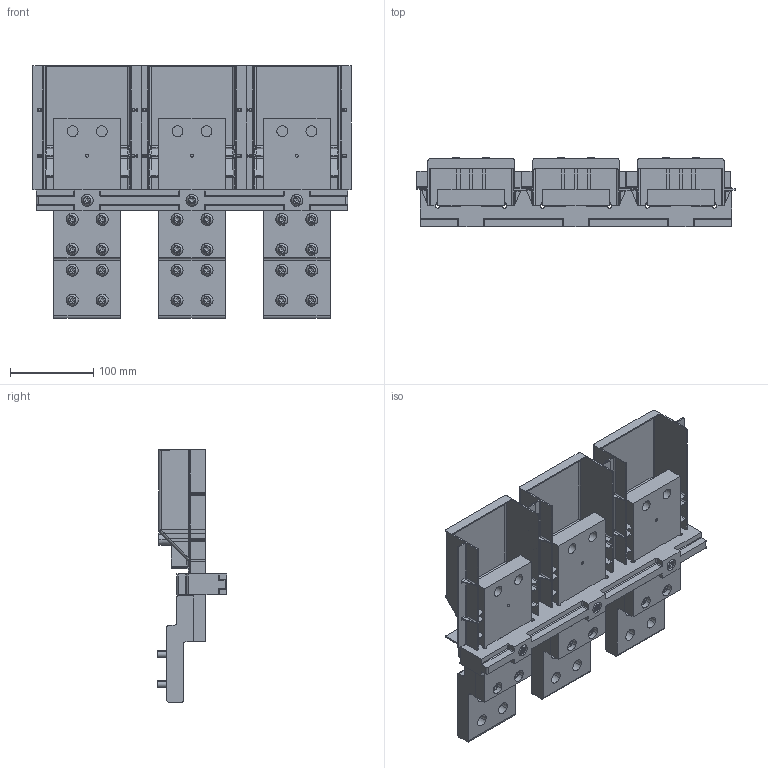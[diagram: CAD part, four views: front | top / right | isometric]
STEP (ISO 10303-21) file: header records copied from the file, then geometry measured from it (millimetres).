
FILE_DESCRIPTION(('CATIA V5 STEP'),'2;1');
FILE_NAME('1SDH001252R0320_1PA_001_02_E4.2_III_F_TERMINALS_F_UPPER.stp','2014-10-29T14:37:12+00:00',('none'),('none'),'CATIA Version 5 Release 20 SP 6 (IN-10)','CATIA V5 STEP AP214','none');
FILE_SCHEMA(('AUTOMOTIVE_DESIGN { 1 0 10303 214 1 1 1 1 }'));
Products named in the file (1): 1SDH001252R0320_1PA_001_02_E4.2_III_F_TERMINALS_F_UPPER
Bounding box: 383 x 83.43 x 304 mm (x, y, z)
Volume: 1942338.6 mm3; surface area: 619765.9 mm2
Topology: 67 solids, 67 shells, 2183 faces, 5621 edges, 3473 vertices
Faces by surface type: plane 991, cylinder 904, sphere 210, cone 60, bspline 12, torus 6
Entity records: 65287 total; most frequent: CARTESIAN_POINT 16315, ORIENTED_EDGE 10846, DIRECTION 8043, EDGE_CURVE 5423, VERTEX_POINT 3473, AXIS2_PLACEMENT_3D 3388, VECTOR 3001, LINE 3001
